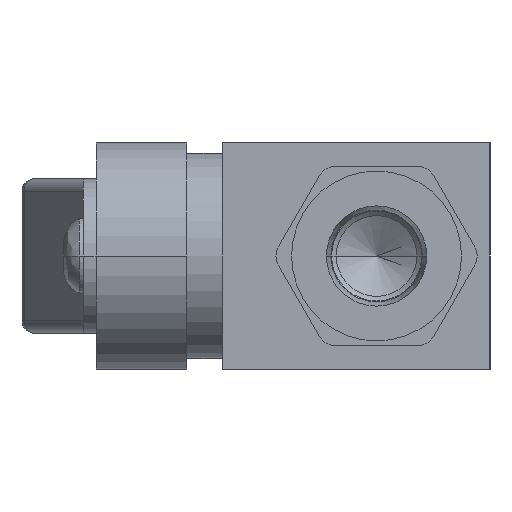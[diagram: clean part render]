
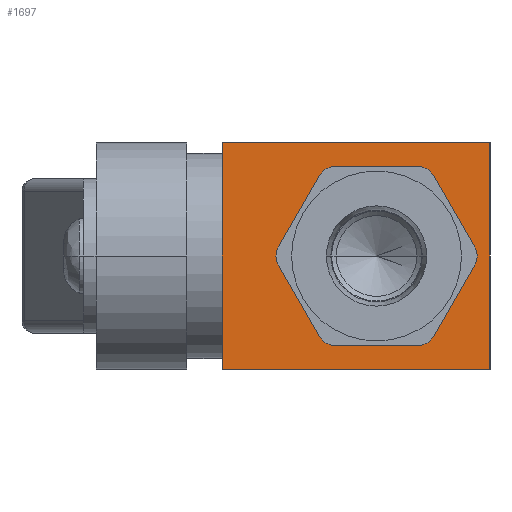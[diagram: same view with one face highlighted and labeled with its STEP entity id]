
A CAD part, left-side view. The second image highlights one B-rep face of the part: STEP entity #1697.
In plain terms, the highlighted planar face has unit normal (-1, 0, 0).
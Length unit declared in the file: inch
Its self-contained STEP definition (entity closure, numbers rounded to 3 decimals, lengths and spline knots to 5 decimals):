
#15=DIRECTION('',(0.,0.,-1.));
#16=VECTOR('',#15,1.102);
#17=CARTESIAN_POINT('',(-0.7285,-0.551,0.551));
#18=LINE('',#17,#16);
#19=DIRECTION('',(0.,1.,0.));
#20=VECTOR('',#19,1.3);
#21=CARTESIAN_POINT('',(-0.7285,-0.551,-0.551));
#22=LINE('',#21,#20);
#23=DIRECTION('',(0.,0.,1.));
#24=VECTOR('',#23,1.102);
#25=CARTESIAN_POINT('',(-0.7285,0.749,-0.551));
#26=LINE('',#25,#24);
#27=DIRECTION('',(0.,-1.,0.));
#28=VECTOR('',#27,1.3);
#29=CARTESIAN_POINT('',(-0.7285,0.749,0.551));
#30=LINE('',#29,#28);
#31=DIRECTION('',(0.,-0.5,-0.866));
#32=VECTOR('',#31,0.39837);
#33=CARTESIAN_POINT('',(-0.7285,-0.27713,0.39));
#34=LINE('',#33,#32);
#35=CARTESIAN_POINT('',(-0.7285,-0.19919,0.345));
#36=DIRECTION('',(1.,0.,0.));
#37=DIRECTION('',(0.,0.,1.));
#38=AXIS2_PLACEMENT_3D('',#35,#36,#37);
#40=DIRECTION('',(0.,-1.,0.));
#41=VECTOR('',#40,0.39837);
#42=CARTESIAN_POINT('',(-0.7285,0.19919,0.435));
#43=LINE('',#42,#41);
#44=CARTESIAN_POINT('',(-0.7285,0.19919,0.345));
#45=DIRECTION('',(1.,0.,0.));
#46=DIRECTION('',(0.,0.866,0.5));
#47=AXIS2_PLACEMENT_3D('',#44,#45,#46);
#49=DIRECTION('',(0.,-0.5,0.866));
#50=VECTOR('',#49,0.39837);
#51=CARTESIAN_POINT('',(-0.7285,0.47631,0.045));
#52=LINE('',#51,#50);
#53=CARTESIAN_POINT('',(-0.7285,0.39837,0.));
#54=DIRECTION('',(1.,0.,0.));
#55=DIRECTION('',(0.,0.866,-0.5));
#56=AXIS2_PLACEMENT_3D('',#53,#54,#55);
#58=DIRECTION('',(0.,0.5,0.866));
#59=VECTOR('',#58,0.39837);
#60=CARTESIAN_POINT('',(-0.7285,0.27713,-0.39));
#61=LINE('',#60,#59);
#62=CARTESIAN_POINT('',(-0.7285,0.19919,-0.345));
#63=DIRECTION('',(1.,0.,0.));
#64=DIRECTION('',(0.,0.,-1.));
#65=AXIS2_PLACEMENT_3D('',#62,#63,#64);
#67=DIRECTION('',(0.,1.,0.));
#68=VECTOR('',#67,0.39837);
#69=CARTESIAN_POINT('',(-0.7285,-0.19919,-0.435));
#70=LINE('',#69,#68);
#71=CARTESIAN_POINT('',(-0.7285,-0.19919,-0.345));
#72=DIRECTION('',(1.,0.,0.));
#73=DIRECTION('',(0.,-0.866,-0.5));
#74=AXIS2_PLACEMENT_3D('',#71,#72,#73);
#76=DIRECTION('',(0.,0.5,-0.866));
#77=VECTOR('',#76,0.39837);
#78=CARTESIAN_POINT('',(-0.7285,-0.47631,-0.045));
#79=LINE('',#78,#77);
#80=CARTESIAN_POINT('',(-0.7285,-0.39837,0.));
#81=DIRECTION('',(1.,0.,0.));
#82=DIRECTION('',(0.,-0.866,0.5));
#83=AXIS2_PLACEMENT_3D('',#80,#81,#82);
#1319=CARTESIAN_POINT('',(-0.7285,-0.551,0.551));
#1320=CARTESIAN_POINT('',(-0.7285,-0.551,-0.551));
#1321=VERTEX_POINT('',#1319);
#1322=VERTEX_POINT('',#1320);
#1323=CARTESIAN_POINT('',(-0.7285,0.749,-0.551));
#1324=VERTEX_POINT('',#1323);
#1325=CARTESIAN_POINT('',(-0.7285,0.749,0.551));
#1326=VERTEX_POINT('',#1325);
#1383=CARTESIAN_POINT('',(-0.7285,-0.27713,0.39));
#1384=CARTESIAN_POINT('',(-0.7285,-0.47631,0.045));
#1385=VERTEX_POINT('',#1383);
#1386=VERTEX_POINT('',#1384);
#1387=CARTESIAN_POINT('',(-0.7285,-0.47631,-0.045));
#1388=CARTESIAN_POINT('',(-0.7285,-0.27713,-0.39));
#1389=VERTEX_POINT('',#1387);
#1390=VERTEX_POINT('',#1388);
#1391=CARTESIAN_POINT('',(-0.7285,-0.19919,-0.435));
#1392=CARTESIAN_POINT('',(-0.7285,0.19919,-0.435));
#1393=VERTEX_POINT('',#1391);
#1394=VERTEX_POINT('',#1392);
#1395=CARTESIAN_POINT('',(-0.7285,0.27713,-0.39));
#1396=CARTESIAN_POINT('',(-0.7285,0.47631,-0.045));
#1397=VERTEX_POINT('',#1395);
#1398=VERTEX_POINT('',#1396);
#1399=CARTESIAN_POINT('',(-0.7285,0.47631,0.045));
#1400=CARTESIAN_POINT('',(-0.7285,0.27713,0.39));
#1401=VERTEX_POINT('',#1399);
#1402=VERTEX_POINT('',#1400);
#1403=CARTESIAN_POINT('',(-0.7285,0.19919,0.435));
#1404=CARTESIAN_POINT('',(-0.7285,-0.19919,0.435));
#1405=VERTEX_POINT('',#1403);
#1406=VERTEX_POINT('',#1404);
#1656=CARTESIAN_POINT('',(-0.7285,0.,0.));
#1657=DIRECTION('',(1.,0.,0.));
#1658=DIRECTION('',(0.,0.,-1.));
#1659=AXIS2_PLACEMENT_3D('',#1656,#1657,#1658);
#1660=PLANE('',#1659);
#1662=ORIENTED_EDGE('',*,*,#1661,.T.);
#1664=ORIENTED_EDGE('',*,*,#1663,.T.);
#1666=ORIENTED_EDGE('',*,*,#1665,.T.);
#1668=ORIENTED_EDGE('',*,*,#1667,.T.);
#1669=EDGE_LOOP('',(#1662,#1664,#1666,#1668));
#1670=FACE_OUTER_BOUND('',#1669,.F.);
#1672=ORIENTED_EDGE('',*,*,#1671,.F.);
#1674=ORIENTED_EDGE('',*,*,#1673,.F.);
#1676=ORIENTED_EDGE('',*,*,#1675,.F.);
#1678=ORIENTED_EDGE('',*,*,#1677,.F.);
#1680=ORIENTED_EDGE('',*,*,#1679,.F.);
#1682=ORIENTED_EDGE('',*,*,#1681,.F.);
#1684=ORIENTED_EDGE('',*,*,#1683,.F.);
#1686=ORIENTED_EDGE('',*,*,#1685,.F.);
#1688=ORIENTED_EDGE('',*,*,#1687,.F.);
#1690=ORIENTED_EDGE('',*,*,#1689,.F.);
#1692=ORIENTED_EDGE('',*,*,#1691,.F.);
#1694=ORIENTED_EDGE('',*,*,#1693,.F.);
#1695=EDGE_LOOP('',(#1672,#1674,#1676,#1678,#1680,#1682,#1684,#1686,#1688,#1690,
#1692,#1694));
#1696=FACE_BOUND('',#1695,.F.);
#39=CIRCLE('',#38,0.09);
#48=CIRCLE('',#47,0.09);
#57=CIRCLE('',#56,0.09);
#66=CIRCLE('',#65,0.09);
#75=CIRCLE('',#74,0.09);
#84=CIRCLE('',#83,0.09);
#1661=EDGE_CURVE('',#1321,#1322,#18,.T.);
#1663=EDGE_CURVE('',#1322,#1324,#22,.T.);
#1665=EDGE_CURVE('',#1324,#1326,#26,.T.);
#1667=EDGE_CURVE('',#1326,#1321,#30,.T.);
#1671=EDGE_CURVE('',#1385,#1386,#34,.T.);
#1673=EDGE_CURVE('',#1406,#1385,#39,.T.);
#1675=EDGE_CURVE('',#1405,#1406,#43,.T.);
#1677=EDGE_CURVE('',#1402,#1405,#48,.T.);
#1679=EDGE_CURVE('',#1401,#1402,#52,.T.);
#1681=EDGE_CURVE('',#1398,#1401,#57,.T.);
#1683=EDGE_CURVE('',#1397,#1398,#61,.T.);
#1685=EDGE_CURVE('',#1394,#1397,#66,.T.);
#1687=EDGE_CURVE('',#1393,#1394,#70,.T.);
#1689=EDGE_CURVE('',#1390,#1393,#75,.T.);
#1691=EDGE_CURVE('',#1389,#1390,#79,.T.);
#1693=EDGE_CURVE('',#1386,#1389,#84,.T.);
#1697=ADVANCED_FACE('',(#1670,#1696),#1660,.F.);
